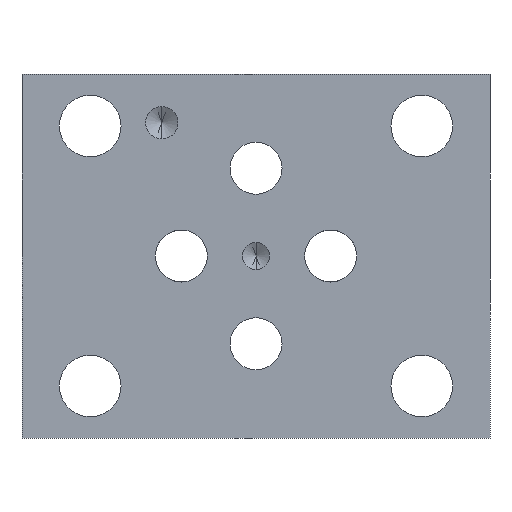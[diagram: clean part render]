
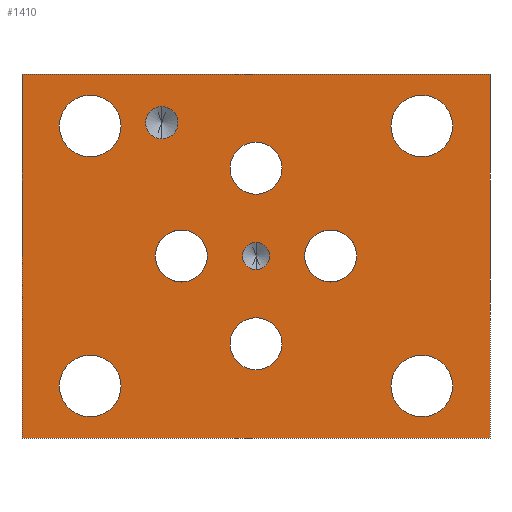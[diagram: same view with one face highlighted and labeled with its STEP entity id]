
A CAD part, front view. The second image highlights one B-rep face of the part: STEP entity #1410.
In plain terms, the highlighted planar face has unit normal (0, -1, 0).
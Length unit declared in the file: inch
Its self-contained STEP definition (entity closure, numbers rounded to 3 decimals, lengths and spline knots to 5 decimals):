
#5=DIRECTION('',(1.,0.,0.));
#6=VECTOR('',#5,2.25);
#7=CARTESIAN_POINT('',(0.,-0.94,0.));
#8=LINE('',#7,#6);
#135=DIRECTION('',(0.,0.,1.));
#136=VECTOR('',#135,1.75);
#137=CARTESIAN_POINT('',(2.25,-0.94,0.));
#138=LINE('',#137,#136);
#149=DIRECTION('',(0.,0.,1.));
#150=VECTOR('',#149,1.75);
#151=CARTESIAN_POINT('',(0.,-0.94,0.));
#152=LINE('',#151,#150);
#153=CARTESIAN_POINT('',(0.672,-0.94,
1.516));
#154=DIRECTION('',(0.,1.,0.));
#155=DIRECTION('',(0.,0.,-1.));
#156=AXIS2_PLACEMENT_3D('',#153,#154,#155);
#158=CARTESIAN_POINT('',(0.672,-0.94,
1.516));
#159=DIRECTION('',(0.,1.,0.));
#160=DIRECTION('',(0.,0.,1.));
#161=AXIS2_PLACEMENT_3D('',#158,#159,#160);
#163=CARTESIAN_POINT('',(1.125,-0.94,0.875));
#164=DIRECTION('',(0.,1.,0.));
#165=DIRECTION('',(0.,0.,-1.));
#166=AXIS2_PLACEMENT_3D('',#163,#164,#165);
#168=CARTESIAN_POINT('',(1.125,-0.94,0.875));
#169=DIRECTION('',(0.,1.,0.));
#170=DIRECTION('',(0.,0.,1.));
#171=AXIS2_PLACEMENT_3D('',#168,#169,#170);
#173=CARTESIAN_POINT('',(0.328,-0.94,0.25));
#174=DIRECTION('',(0.,-1.,0.));
#175=DIRECTION('',(-1.,0.,0.));
#176=AXIS2_PLACEMENT_3D('',#173,#174,#175);
#178=CARTESIAN_POINT('',(0.328,-0.94,0.25));
#179=DIRECTION('',(0.,-1.,0.));
#180=DIRECTION('',(1.,0.,0.));
#181=AXIS2_PLACEMENT_3D('',#178,#179,#180);
#183=CARTESIAN_POINT('',(1.922,-0.94,0.25));
#184=DIRECTION('',(0.,-1.,0.));
#185=DIRECTION('',(-1.,0.,0.));
#186=AXIS2_PLACEMENT_3D('',#183,#184,#185);
#188=CARTESIAN_POINT('',(1.922,-0.94,0.25));
#189=DIRECTION('',(0.,-1.,0.));
#190=DIRECTION('',(1.,0.,0.));
#191=AXIS2_PLACEMENT_3D('',#188,#189,#190);
#193=CARTESIAN_POINT('',(1.922,-0.94,1.5));
#194=DIRECTION('',(0.,-1.,0.));
#195=DIRECTION('',(-1.,0.,0.));
#196=AXIS2_PLACEMENT_3D('',#193,#194,#195);
#198=CARTESIAN_POINT('',(1.922,-0.94,1.5));
#199=DIRECTION('',(0.,-1.,0.));
#200=DIRECTION('',(1.,0.,0.));
#201=AXIS2_PLACEMENT_3D('',#198,#199,#200);
#203=CARTESIAN_POINT('',(0.328,-0.94,1.5));
#204=DIRECTION('',(0.,-1.,0.));
#205=DIRECTION('',(-1.,0.,0.));
#206=AXIS2_PLACEMENT_3D('',#203,#204,#205);
#208=CARTESIAN_POINT('',(0.328,-0.94,1.5));
#209=DIRECTION('',(0.,-1.,0.));
#210=DIRECTION('',(1.,0.,0.));
#211=AXIS2_PLACEMENT_3D('',#208,#209,#210);
#213=CARTESIAN_POINT('',(1.125,-0.94,0.453));
#214=DIRECTION('',(0.,-1.,0.));
#215=DIRECTION('',(-1.,0.,0.));
#216=AXIS2_PLACEMENT_3D('',#213,#214,#215);
#218=CARTESIAN_POINT('',(1.125,-0.94,0.453));
#219=DIRECTION('',(0.,-1.,0.));
#220=DIRECTION('',(1.,0.,0.));
#221=AXIS2_PLACEMENT_3D('',#218,#219,#220);
#223=CARTESIAN_POINT('',(1.484,-0.94,0.875));
#224=DIRECTION('',(0.,-1.,0.));
#225=DIRECTION('',(-1.,0.,0.));
#226=AXIS2_PLACEMENT_3D('',#223,#224,#225);
#228=CARTESIAN_POINT('',(1.484,-0.94,0.875));
#229=DIRECTION('',(0.,-1.,0.));
#230=DIRECTION('',(1.,0.,0.));
#231=AXIS2_PLACEMENT_3D('',#228,#229,#230);
#233=CARTESIAN_POINT('',(0.766,-0.94,0.875));
#234=DIRECTION('',(0.,-1.,0.));
#235=DIRECTION('',(-1.,0.,0.));
#236=AXIS2_PLACEMENT_3D('',#233,#234,#235);
#238=CARTESIAN_POINT('',(0.766,-0.94,0.875));
#239=DIRECTION('',(0.,-1.,0.));
#240=DIRECTION('',(1.,0.,0.));
#241=AXIS2_PLACEMENT_3D('',#238,#239,#240);
#243=CARTESIAN_POINT('',(1.125,-0.94,1.297));
#244=DIRECTION('',(0.,-1.,0.));
#245=DIRECTION('',(-1.,0.,0.));
#246=AXIS2_PLACEMENT_3D('',#243,#244,#245);
#248=CARTESIAN_POINT('',(1.125,-0.94,1.297));
#249=DIRECTION('',(0.,-1.,0.));
#250=DIRECTION('',(1.,0.,0.));
#251=AXIS2_PLACEMENT_3D('',#248,#249,#250);
#265=DIRECTION('',(1.,0.,0.));
#266=VECTOR('',#265,2.25);
#267=CARTESIAN_POINT('',(0.,-0.94,1.75));
#268=LINE('',#267,#266);
#1048=CARTESIAN_POINT('',(0.,-0.94,0.));
#1050=VERTEX_POINT('',#1048);
#1051=CARTESIAN_POINT('',(2.25,-0.94,0.));
#1052=VERTEX_POINT('',#1051);
#1056=CARTESIAN_POINT('',(0.,-0.94,1.75));
#1058=VERTEX_POINT('',#1056);
#1059=CARTESIAN_POINT('',(2.25,-0.94,1.75));
#1060=VERTEX_POINT('',#1059);
#1069=CARTESIAN_POINT('',(0.672,-0.94,
1.438));
#1070=CARTESIAN_POINT('',(0.672,-0.94,
1.594));
#1071=VERTEX_POINT('',#1069);
#1072=VERTEX_POINT('',#1070);
#1079=CARTESIAN_POINT('',(1.125,-0.94,0.81));
#1080=CARTESIAN_POINT('',(1.125,-0.94,0.94));
#1081=VERTEX_POINT('',#1079);
#1082=VERTEX_POINT('',#1080);
#1105=CARTESIAN_POINT('',(0.18,-0.94,0.25));
#1106=CARTESIAN_POINT('',(0.476,-0.94,0.25));
#1107=VERTEX_POINT('',#1105);
#1108=VERTEX_POINT('',#1106);
#1113=CARTESIAN_POINT('',(1.774,-0.94,0.25));
#1114=CARTESIAN_POINT('',(2.07,-0.94,0.25));
#1115=VERTEX_POINT('',#1113);
#1116=VERTEX_POINT('',#1114);
#1121=CARTESIAN_POINT('',(1.774,-0.94,1.5));
#1122=CARTESIAN_POINT('',(2.07,-0.94,1.5));
#1123=VERTEX_POINT('',#1121);
#1124=VERTEX_POINT('',#1122);
#1129=CARTESIAN_POINT('',(0.18,-0.94,1.5));
#1130=CARTESIAN_POINT('',(0.476,-0.94,1.5));
#1131=VERTEX_POINT('',#1129);
#1132=VERTEX_POINT('',#1130);
#1157=CARTESIAN_POINT('',(1.,-0.94,0.453));
#1158=CARTESIAN_POINT('',(1.25,-0.94,0.453));
#1159=VERTEX_POINT('',#1157);
#1160=VERTEX_POINT('',#1158);
#1165=CARTESIAN_POINT('',(1.359,-0.94,0.875));
#1166=CARTESIAN_POINT('',(1.609,-0.94,0.875));
#1167=VERTEX_POINT('',#1165);
#1168=VERTEX_POINT('',#1166);
#1183=CARTESIAN_POINT('',(0.641,-0.94,0.875));
#1184=CARTESIAN_POINT('',(0.891,-0.94,0.875));
#1185=VERTEX_POINT('',#1183);
#1186=VERTEX_POINT('',#1184);
#1199=CARTESIAN_POINT('',(1.,-0.94,1.297));
#1200=CARTESIAN_POINT('',(1.25,-0.94,1.297));
#1201=VERTEX_POINT('',#1199);
#1202=VERTEX_POINT('',#1200);
#1338=CARTESIAN_POINT('',(0.,-0.94,0.));
#1339=DIRECTION('',(0.,-1.,0.));
#1340=DIRECTION('',(1.,0.,0.));
#1341=AXIS2_PLACEMENT_3D('',#1338,#1339,#1340);
#1342=PLANE('',#1341);
#1343=ORIENTED_EDGE('',*,*,#1214,.F.);
#1344=ORIENTED_EDGE('',*,*,#1233,.T.);
#1346=ORIENTED_EDGE('',*,*,#1345,.T.);
#1347=ORIENTED_EDGE('',*,*,#1324,.F.);
#1348=EDGE_LOOP('',(#1343,#1344,#1346,#1347));
#1349=FACE_OUTER_BOUND('',#1348,.F.);
#1351=ORIENTED_EDGE('',*,*,#1350,.F.);
#1353=ORIENTED_EDGE('',*,*,#1352,.F.);
#1354=EDGE_LOOP('',(#1351,#1353));
#1355=FACE_BOUND('',#1354,.F.);
#1357=ORIENTED_EDGE('',*,*,#1356,.F.);
#1359=ORIENTED_EDGE('',*,*,#1358,.F.);
#1360=EDGE_LOOP('',(#1357,#1359));
#1361=FACE_BOUND('',#1360,.F.);
#1363=ORIENTED_EDGE('',*,*,#1362,.T.);
#1365=ORIENTED_EDGE('',*,*,#1364,.T.);
#1366=EDGE_LOOP('',(#1363,#1365));
#1367=FACE_BOUND('',#1366,.F.);
#1369=ORIENTED_EDGE('',*,*,#1368,.T.);
#1371=ORIENTED_EDGE('',*,*,#1370,.T.);
#1372=EDGE_LOOP('',(#1369,#1371));
#1373=FACE_BOUND('',#1372,.F.);
#1375=ORIENTED_EDGE('',*,*,#1374,.T.);
#1377=ORIENTED_EDGE('',*,*,#1376,.T.);
#1378=EDGE_LOOP('',(#1375,#1377));
#1379=FACE_BOUND('',#1378,.F.);
#1381=ORIENTED_EDGE('',*,*,#1380,.T.);
#1383=ORIENTED_EDGE('',*,*,#1382,.T.);
#1384=EDGE_LOOP('',(#1381,#1383));
#1385=FACE_BOUND('',#1384,.F.);
#1387=ORIENTED_EDGE('',*,*,#1386,.T.);
#1389=ORIENTED_EDGE('',*,*,#1388,.T.);
#1390=EDGE_LOOP('',(#1387,#1389));
#1391=FACE_BOUND('',#1390,.F.);
#1393=ORIENTED_EDGE('',*,*,#1392,.T.);
#1395=ORIENTED_EDGE('',*,*,#1394,.T.);
#1396=EDGE_LOOP('',(#1393,#1395));
#1397=FACE_BOUND('',#1396,.F.);
#1399=ORIENTED_EDGE('',*,*,#1398,.T.);
#1401=ORIENTED_EDGE('',*,*,#1400,.T.);
#1402=EDGE_LOOP('',(#1399,#1401));
#1403=FACE_BOUND('',#1402,.F.);
#1405=ORIENTED_EDGE('',*,*,#1404,.T.);
#1407=ORIENTED_EDGE('',*,*,#1406,.T.);
#1408=EDGE_LOOP('',(#1405,#1407));
#1409=FACE_BOUND('',#1408,.F.);
#1410=ADVANCED_FACE('',(#1349,#1355,#1361,#1367,#1373,#1379,#1385,#1391,#1397,
#1403,#1409),#1342,.T.);
#157=CIRCLE('',#156,0.078);
#162=CIRCLE('',#161,0.078);
#167=CIRCLE('',#166,0.065);
#172=CIRCLE('',#171,0.065);
#177=CIRCLE('',#176,0.148);
#182=CIRCLE('',#181,0.148);
#187=CIRCLE('',#186,0.148);
#192=CIRCLE('',#191,0.148);
#197=CIRCLE('',#196,0.148);
#202=CIRCLE('',#201,0.148);
#207=CIRCLE('',#206,0.148);
#212=CIRCLE('',#211,0.148);
#217=CIRCLE('',#216,0.125);
#222=CIRCLE('',#221,0.125);
#227=CIRCLE('',#226,0.125);
#232=CIRCLE('',#231,0.125);
#237=CIRCLE('',#236,0.125);
#242=CIRCLE('',#241,0.125);
#247=CIRCLE('',#246,0.125);
#252=CIRCLE('',#251,0.125);
#1214=EDGE_CURVE('',#1050,#1052,#8,.T.);
#1233=EDGE_CURVE('',#1050,#1058,#152,.T.);
#1324=EDGE_CURVE('',#1052,#1060,#138,.T.);
#1345=EDGE_CURVE('',#1058,#1060,#268,.T.);
#1350=EDGE_CURVE('',#1071,#1072,#157,.T.);
#1352=EDGE_CURVE('',#1072,#1071,#162,.T.);
#1356=EDGE_CURVE('',#1081,#1082,#167,.T.);
#1358=EDGE_CURVE('',#1082,#1081,#172,.T.);
#1362=EDGE_CURVE('',#1107,#1108,#177,.T.);
#1364=EDGE_CURVE('',#1108,#1107,#182,.T.);
#1368=EDGE_CURVE('',#1115,#1116,#187,.T.);
#1370=EDGE_CURVE('',#1116,#1115,#192,.T.);
#1374=EDGE_CURVE('',#1123,#1124,#197,.T.);
#1376=EDGE_CURVE('',#1124,#1123,#202,.T.);
#1380=EDGE_CURVE('',#1131,#1132,#207,.T.);
#1382=EDGE_CURVE('',#1132,#1131,#212,.T.);
#1386=EDGE_CURVE('',#1159,#1160,#217,.T.);
#1388=EDGE_CURVE('',#1160,#1159,#222,.T.);
#1392=EDGE_CURVE('',#1167,#1168,#227,.T.);
#1394=EDGE_CURVE('',#1168,#1167,#232,.T.);
#1398=EDGE_CURVE('',#1185,#1186,#237,.T.);
#1400=EDGE_CURVE('',#1186,#1185,#242,.T.);
#1404=EDGE_CURVE('',#1201,#1202,#247,.T.);
#1406=EDGE_CURVE('',#1202,#1201,#252,.T.);
